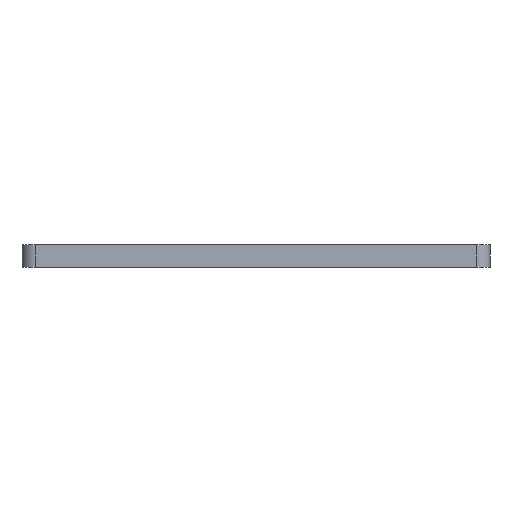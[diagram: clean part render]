
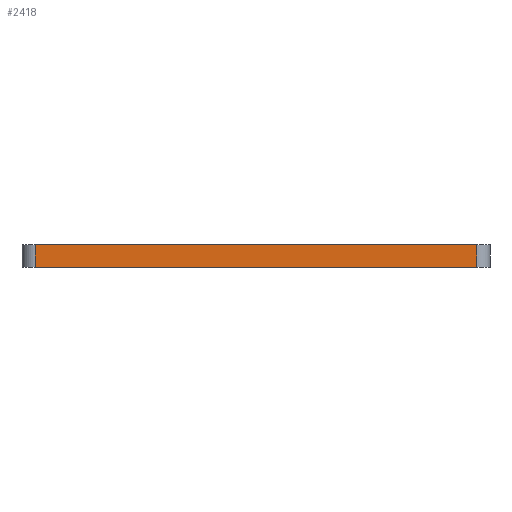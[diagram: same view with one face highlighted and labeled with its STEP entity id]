
A CAD part, left-side view. The second image highlights one B-rep face of the part: STEP entity #2418.
In plain terms, the highlighted planar face has unit normal (-1, 0, 0).
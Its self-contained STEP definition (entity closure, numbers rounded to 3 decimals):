
#94 = CARTESIAN_POINT ( 'NONE',  ( -91., 41.5, 0. ) ) ;
#549 = VERTEX_POINT ( 'NONE', #6083 ) ;
#576 = EDGE_CURVE ( 'NONE', #4845, #549, #6750, .T. ) ;
#580 = CARTESIAN_POINT ( 'NONE',  ( -91., -96., 6.8 ) ) ;
#709 = FACE_OUTER_BOUND ( 'NONE', #5752, .T. ) ;
#1123 = DIRECTION ( 'NONE',  ( 0., 0., -1. ) ) ;
#1567 = VECTOR ( 'NONE', #4292, 1000. ) ;
#1766 = DIRECTION ( 'NONE',  ( 0., -1., 0. ) ) ;
#2418 = ADVANCED_FACE ( 'NONE', ( #709 ), #5449, .F. ) ;
#2821 = CARTESIAN_POINT ( 'NONE',  ( -91., -96., 6.8 ) ) ;
#2839 = DIRECTION ( 'NONE',  ( 0., 0., 1. ) ) ;
#3080 = VECTOR ( 'NONE', #2839, 1000. ) ;
#3276 = DIRECTION ( 'NONE',  ( 0., 0., -1. ) ) ;
#3673 = ORIENTED_EDGE ( 'NONE', *, *, #6601, .T. ) ;
#3684 = ORIENTED_EDGE ( 'NONE', *, *, #4796, .F. ) ;
#3691 = ORIENTED_EDGE ( 'NONE', *, *, #6603, .T. ) ;
#3730 = ORIENTED_EDGE ( 'NONE', *, *, #576, .T. ) ;
#3932 = VECTOR ( 'NONE', #1123, 1000. ) ;
#4157 = VERTEX_POINT ( 'NONE', #2821 ) ;
#4292 = DIRECTION ( 'NONE',  ( 0., -1., 0. ) ) ;
#4368 = LINE ( 'NONE', #6441, #1567 ) ;
#4399 = VERTEX_POINT ( 'NONE', #4698 ) ;
#4698 = CARTESIAN_POINT ( 'NONE',  ( -91., 37.5, 6.8 ) ) ;
#4796 = EDGE_CURVE ( 'NONE', #4399, #4157, #4368, .T. ) ;
#4845 = VERTEX_POINT ( 'NONE', #5533 ) ;
#5437 = CARTESIAN_POINT ( 'NONE',  ( -91., 37.5, 6.8 ) ) ;
#5449 = PLANE ( 'NONE',  #6695 ) ;
#5533 = CARTESIAN_POINT ( 'NONE',  ( -91., 37.5, 0. ) ) ;
#5752 = EDGE_LOOP ( 'NONE', ( #3730, #3691, #3684, #3673 ) ) ;
#5919 = LINE ( 'NONE', #5437, #3932 ) ;
#6083 = CARTESIAN_POINT ( 'NONE',  ( -91., -96., 0. ) ) ;
#6441 = CARTESIAN_POINT ( 'NONE',  ( -91., 41.5, 6.8 ) ) ;
#6525 = DIRECTION ( 'NONE',  ( 1., 0., 0. ) ) ;
#6601 = EDGE_CURVE ( 'NONE', #4399, #4845, #5919, .T. ) ;
#6603 = EDGE_CURVE ( 'NONE', #549, #4157, #6804, .T. ) ;
#6677 = VECTOR ( 'NONE', #1766, 1000. ) ;
#6695 = AXIS2_PLACEMENT_3D ( 'NONE', #7016, #6525, #3276 ) ;
#6750 = LINE ( 'NONE', #94, #6677 ) ;
#6804 = LINE ( 'NONE', #580, #3080 ) ;
#7016 = CARTESIAN_POINT ( 'NONE',  ( -91., 41.5, 6.8 ) ) ;
